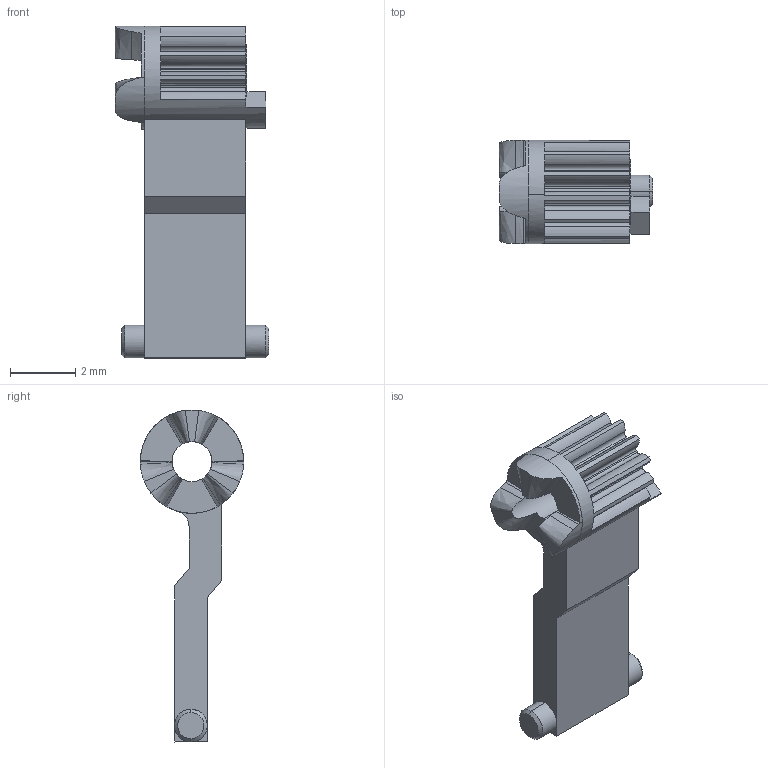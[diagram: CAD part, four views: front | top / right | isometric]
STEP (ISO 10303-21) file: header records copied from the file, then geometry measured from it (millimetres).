
FILE_DESCRIPTION( ( 'STEP AP203' ), '1' );
FILE_NAME( 'youliangan.step', ' ', ( ' ' ), ( ' ' ), 'PSStep 20.0.26', ' ', ' ' );
FILE_SCHEMA( ( 'CONFIG_CONTROL_DESIGN' ) );
Length unit declared in the file: metre
Products named in the file (3): Assem1
Assembly tree (2 placements, depth 3):
  Assem1
    (unnamed)
      (unnamed)
Bounding box: 4.7 x 3.16 x 10.15 mm (x, y, z)
Volume: 44.5 mm3; surface area: 140 mm2
Topology: 1 solids, 1 shells, 99 faces, 279 edges, 181 vertices
Faces by surface type: bspline 46, plane 32, cylinder 21
Entity records: 4557 total; most frequent: CARTESIAN_POINT 2308, ORIENTED_EDGE 558, EDGE_CURVE 279, DIRECTION 264, VERTEX_POINT 181, B_SPLINE_CURVE_WITH_KNOTS 154, EDGE_LOOP 100, LINE 100
